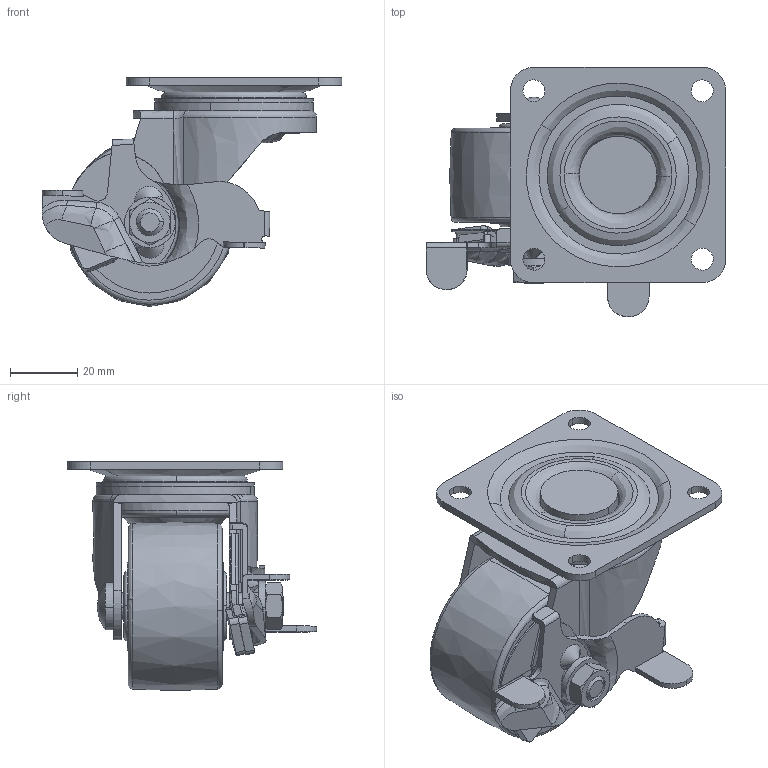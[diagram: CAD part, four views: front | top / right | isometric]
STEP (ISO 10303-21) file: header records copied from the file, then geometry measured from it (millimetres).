
FILE_DESCRIPTION((''),'2;1');
FILE_NAME('','2009-03-19T14:05:01',(''),(''),'','CADfix','');
FILE_SCHEMA(('AUTOMOTIVE_DESIGN { 1 0 10303 214 1 1 1 1 }'));
Length unit declared in the file: millimetre
Bounding box: 88.99 x 74 x 68 mm (x, y, z)
Volume: 99238.9 mm3; surface area: 39837.8 mm2
Topology: 7 solids, 7 shells, 347 faces, 1019 edges, 702 vertices
Faces by surface type: bspline 347
Entity records: 14504 total; most frequent: CARTESIAN_POINT 8887, ORIENTED_EDGE 2030, EDGE_CURVE 1015, VERTEX_POINT 702, EDGE_LOOP 389, FACE_OUTER_BOUND 347, ADVANCED_FACE 347, QUASI_UNIFORM_CURVE 346
